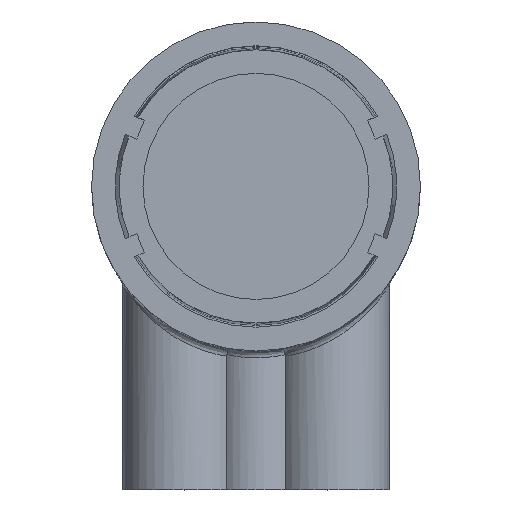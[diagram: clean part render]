
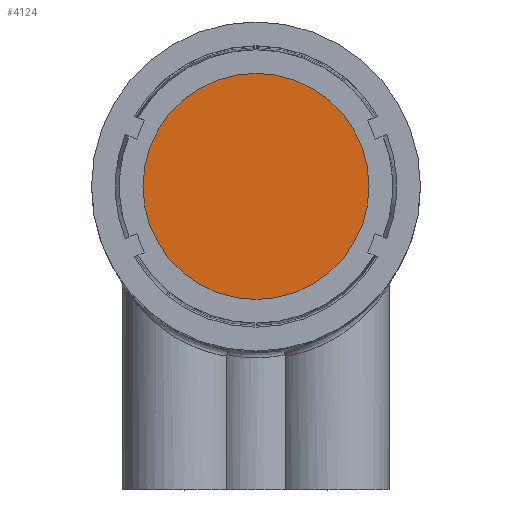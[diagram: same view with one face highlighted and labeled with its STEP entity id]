
A CAD part, top view. The second image highlights one B-rep face of the part: STEP entity #4124.
In plain terms, the highlighted planar face has unit normal (0, 0, 1).
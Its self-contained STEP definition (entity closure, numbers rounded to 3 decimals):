
#90=PLANE('',#4393);
#253=FACE_OUTER_BOUND('',#486,.T.);
#486=EDGE_LOOP('',(#2921));
#1595=CIRCLE('',#4345,4.255);
#1744=VERTEX_POINT('',#5916);
#2153=EDGE_CURVE('',#1744,#1744,#1595,.T.);
#2921=ORIENTED_EDGE('',*,*,#2153,.T.);
#4124=ADVANCED_FACE('',(#253),#90,.T.);
#4345=AXIS2_PLACEMENT_3D('',#5917,#4722,#4723);
#4393=AXIS2_PLACEMENT_3D('',#6090,#4876,#4877);
#4722=DIRECTION('center_axis',(0.,0.,
1.));
#4723=DIRECTION('ref_axis',(-1.,0.,0.));
#4876=DIRECTION('center_axis',(0.,0.,
1.));
#4877=DIRECTION('ref_axis',(-1.,0.,0.));
#5916=CARTESIAN_POINT('',(4.255,0.,8.23));
#5917=CARTESIAN_POINT('Origin',(0.,0.,8.23));
#6090=CARTESIAN_POINT('Origin',(0.,0.,8.23));
